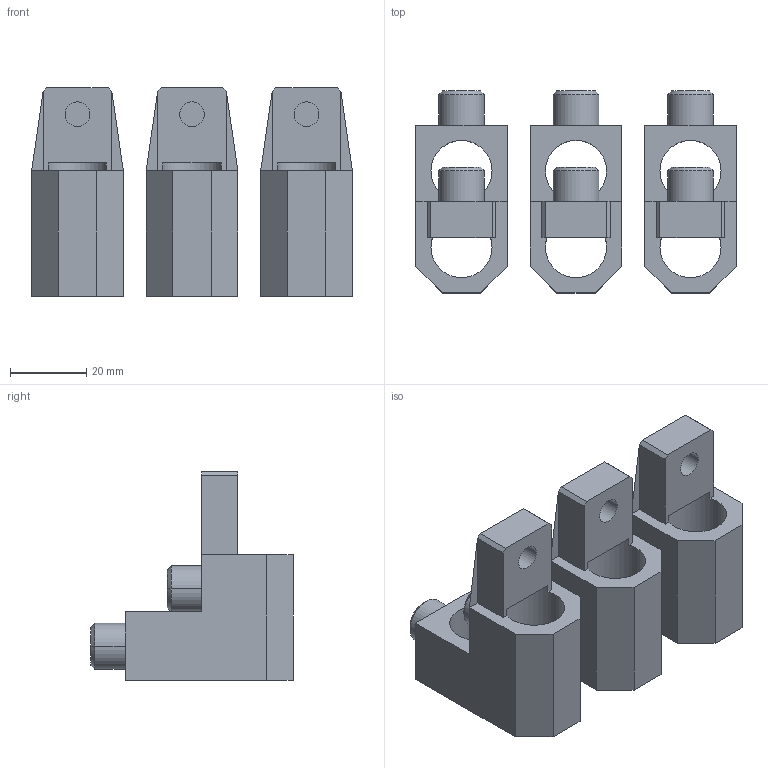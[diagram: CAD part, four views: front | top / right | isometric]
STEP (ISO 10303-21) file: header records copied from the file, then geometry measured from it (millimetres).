
FILE_DESCRIPTION(('CATIA V5 STEP Exchange'),'2;1');
FILE_NAME('1SDH001295R0224_1PA_001_00_XT2_3P_PLUG-IN_TERMINALI_ESTERNI_F.stp','2014-11-11T15:23:37+00:00',('none'),('none'),'CATIA Version 5 Release 20 SP 1 (IN-10)','CATIA V5 STEP AP214','none');
FILE_SCHEMA(('AUTOMOTIVE_DESIGN { 1 0 10303 214 1 1 1 1 }'));
Length unit declared in the file: millimetre
Products named in the file (1): 1SDH001295R0224_1PA_001_00_XT2_3P_PLUG-IN_TERMINALI_ESTERNI_F
Bounding box: 84 x 53 x 54.75 mm (x, y, z)
Volume: 57146.9 mm3; surface area: 24092 mm2
Topology: 3 solids, 3 shells, 99 faces, 279 edges, 177 vertices
Faces by surface type: plane 57, cylinder 30, cone 12
Entity records: 2902 total; most frequent: ORIENTED_EDGE 534, CARTESIAN_POINT 502, DIRECTION 393, EDGE_CURVE 267, VECTOR 183, LINE 183, VERTEX_POINT 171, AXIS2_PLACEMENT_3D 148
